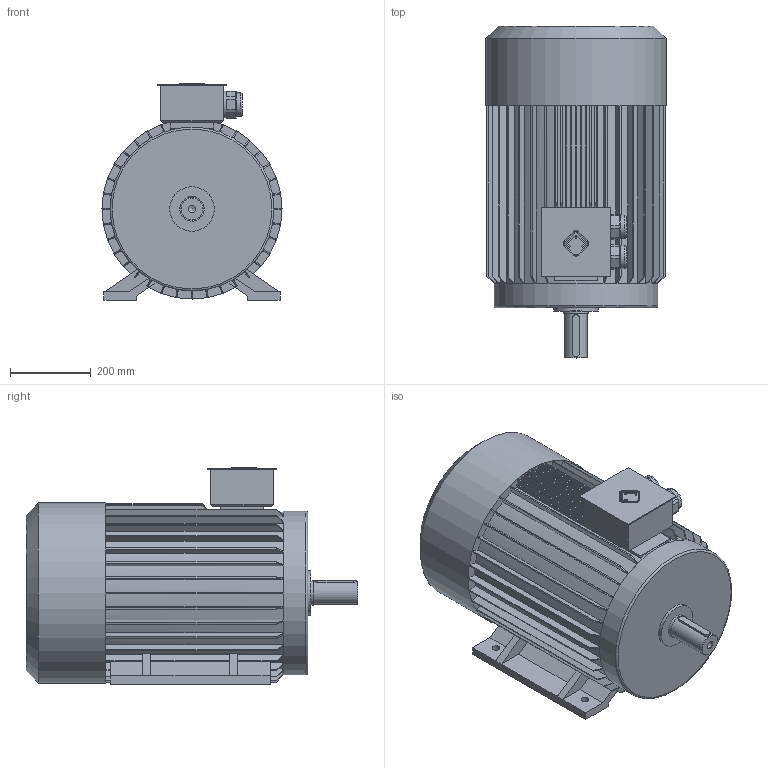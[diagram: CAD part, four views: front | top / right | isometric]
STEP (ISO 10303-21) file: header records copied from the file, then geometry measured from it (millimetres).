
FILE_DESCRIPTION(/* description */ ('Unknown'),/* implementation_level */ '2;1');
FILE_NAME(/* name */ 'AIS225М2_В3',/* time_stamp */ '2021-04-21T13:50:23+03:00',/* author */ ('Unknown'),/* organization */ ('Unknown'),/* preprocessor_version */ 'ST-DEVELOPER v16',/* originating_system */ 'DEX',/* authorisation */ $);
FILE_SCHEMA (('AUTOMOTIVE_DESIGN {1 0 10303 214 3 1 1}'));
Length unit declared in the file: millimetre
Products named in the file (1): AIS225ﾌ2_ﾂ3
Bounding box: 445 x 820 x 534 mm (x, y, z)
Volume: 99357816.9 mm3; surface area: 2197433.3 mm2
Topology: 1 solids, 1 shells, 408 faces, 1155 edges, 761 vertices
Faces by surface type: plane 297, cylinder 70, cone 38, torus 3
Full cylindrical faces by diameter (mm): 17.294 x2, 19 x4, 55 x1, 57.488 x2, 60 x1, 67 x2, 110 x1, 400 x1, 405 x1, 445 x1
Entity records: 16157 total; most frequent: CARTESIAN_POINT 2708, ORIENTED_EDGE 2234, DIRECTION 2170, EDGE_CURVE 1117, VERTEX_POINT 748, LINE 742, VECTOR 742, AXIS2_PLACEMENT_3D 714
